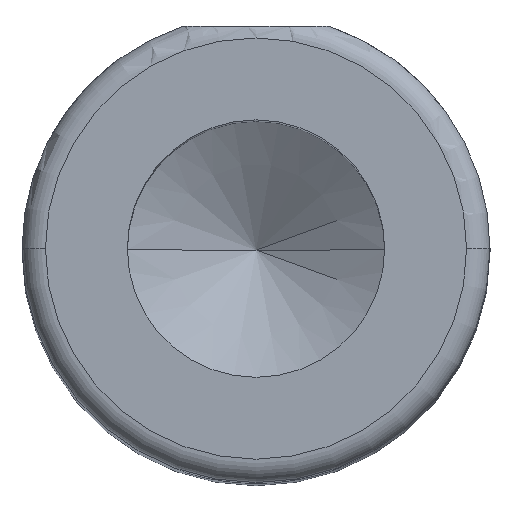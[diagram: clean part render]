
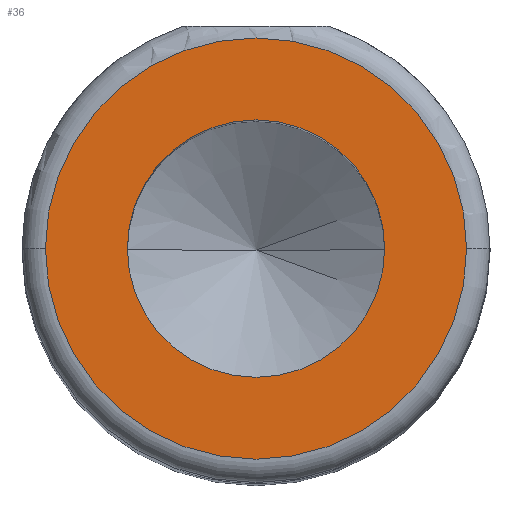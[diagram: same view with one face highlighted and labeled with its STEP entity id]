
A CAD part, top view. The second image highlights one B-rep face of the part: STEP entity #36.
In plain terms, the highlighted planar face has unit normal (0, 0, 1).
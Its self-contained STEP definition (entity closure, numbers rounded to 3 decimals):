
#36 = ADVANCED_FACE ( 'NONE', ( #1039, #551 ), #210, .T. ) ;
#87 = ORIENTED_EDGE ( 'NONE', *, *, #787, .T. ) ;
#97 = EDGE_CURVE ( 'NONE', #863, #692, #1221, .T. ) ;
#99 = VERTEX_POINT ( 'NONE', #225 ) ;
#130 = DIRECTION ( 'NONE',  ( 0., 0., 1. ) ) ;
#138 = CARTESIAN_POINT ( 'NONE',  ( 0., 0., 12.5 ) ) ;
#149 = CARTESIAN_POINT ( 'NONE',  ( 2.7, 0., 12.5 ) ) ;
#204 = EDGE_CURVE ( 'NONE', #578, #99, #661, .T. ) ;
#210 = PLANE ( 'NONE',  #886 ) ;
#214 = EDGE_LOOP ( 'NONE', ( #460, #87 ) ) ;
#225 = CARTESIAN_POINT ( 'NONE',  ( -2.7, 0., 12.5 ) ) ;
#239 = DIRECTION ( 'NONE',  ( 1., 0., 0. ) ) ;
#257 = ORIENTED_EDGE ( 'NONE', *, *, #769, .F. ) ;
#311 = DIRECTION ( 'NONE',  ( 0., 0., 1. ) ) ;
#409 = CARTESIAN_POINT ( 'NONE',  ( 1.65, 0., 12.5 ) ) ;
#451 = DIRECTION ( 'NONE',  ( 0., 0., 1. ) ) ;
#460 = ORIENTED_EDGE ( 'NONE', *, *, #204, .T. ) ;
#518 = DIRECTION ( 'NONE',  ( 0., 0., 1. ) ) ;
#535 = CIRCLE ( 'NONE', #642, 2.7 ) ;
#551 = FACE_OUTER_BOUND ( 'NONE', #214, .T. ) ;
#578 = VERTEX_POINT ( 'NONE', #149 ) ;
#642 = AXIS2_PLACEMENT_3D ( 'NONE', #138, #811, #239 ) ;
#655 = CARTESIAN_POINT ( 'NONE',  ( -1.65, 0., 12.5 ) ) ;
#661 = CIRCLE ( 'NONE', #716, 2.7 ) ;
#690 = CARTESIAN_POINT ( 'NONE',  ( 0., 0., 12.5 ) ) ;
#692 = VERTEX_POINT ( 'NONE', #409 ) ;
#710 = CARTESIAN_POINT ( 'NONE',  ( 0., 0., 12.5 ) ) ;
#716 = AXIS2_PLACEMENT_3D ( 'NONE', #1029, #451, #1120 ) ;
#769 = EDGE_CURVE ( 'NONE', #692, #863, #791, .T. ) ;
#787 = EDGE_CURVE ( 'NONE', #99, #578, #535, .T. ) ;
#791 = CIRCLE ( 'NONE', #948, 1.65 ) ;
#804 = DIRECTION ( 'NONE',  ( 1., 0., 0. ) ) ;
#811 = DIRECTION ( 'NONE',  ( 0., 0., 1. ) ) ;
#822 = AXIS2_PLACEMENT_3D ( 'NONE', #710, #130, #804 ) ;
#863 = VERTEX_POINT ( 'NONE', #655 ) ;
#886 = AXIS2_PLACEMENT_3D ( 'NONE', #690, #311, #980 ) ;
#948 = AXIS2_PLACEMENT_3D ( 'NONE', #1097, #518, #1185 ) ;
#977 = EDGE_LOOP ( 'NONE', ( #257, #1248 ) ) ;
#980 = DIRECTION ( 'NONE',  ( 1., 0., 0. ) ) ;
#1029 = CARTESIAN_POINT ( 'NONE',  ( 0., 0., 12.5 ) ) ;
#1039 = FACE_BOUND ( 'NONE', #977, .T. ) ;
#1097 = CARTESIAN_POINT ( 'NONE',  ( 0., 0., 12.5 ) ) ;
#1120 = DIRECTION ( 'NONE',  ( 1., 0., 0. ) ) ;
#1185 = DIRECTION ( 'NONE',  ( 1., 0., 0. ) ) ;
#1221 = CIRCLE ( 'NONE', #822, 1.65 ) ;
#1248 = ORIENTED_EDGE ( 'NONE', *, *, #97, .F. ) ;
